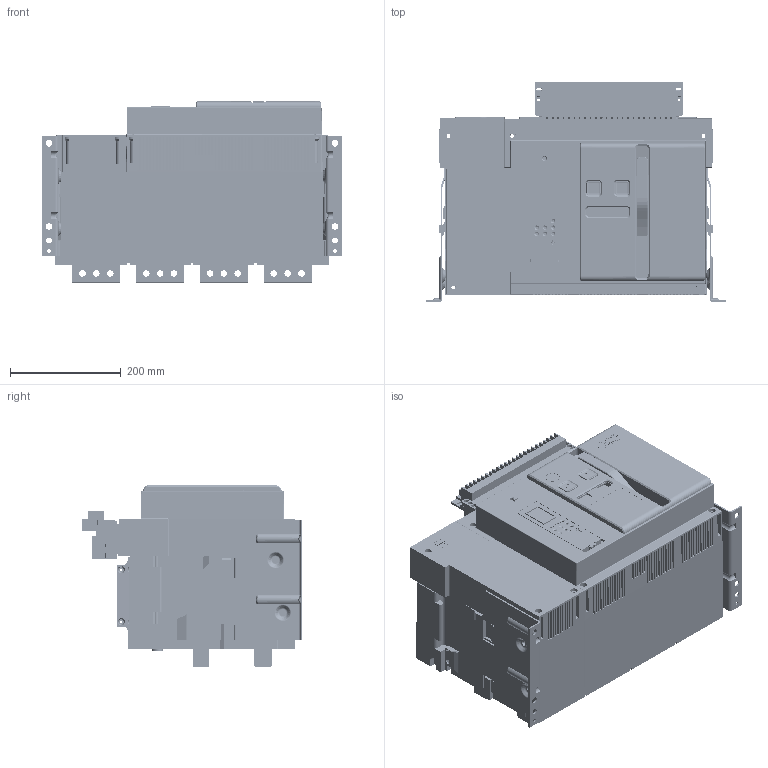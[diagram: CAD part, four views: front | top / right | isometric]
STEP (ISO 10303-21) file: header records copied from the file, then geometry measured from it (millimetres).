
FILE_DESCRIPTION((''),'2;1');
FILE_NAME('CDW3-3200N_4PGD','2020-06-14T',('li.xiong'),(''),'PRO/ENGINEER BY PARAMETRIC TECHNOLOGY CORPORATION, 2015440','PRO/ENGINEER BY PARAMETRIC TECHNOLOGY CORPORATION, 2015440','');
FILE_SCHEMA(('CONFIG_CONTROL_DESIGN'));
Products named in the file (1): CDW3-3200N_4PGD
Bounding box: 541.68 x 397.49 x 328.3 mm (x, y, z)
Volume: 35260271.1 mm3; surface area: 2702473.8 mm2
Topology: 12 solids, 16 shells, 7549 faces, 21736 edges, 14230 vertices
Faces by surface type: plane 5831, cylinder 1279, cone 202, torus 139, bspline 64, extrusion 19, sphere 15
Entity records: 258196 total; most frequent: CARTESIAN_POINT 57266, ORIENTED_EDGE 43432, DIRECTION 39601, EDGE_CURVE 21716, VECTOR 17343, LINE 17324, VERTEX_POINT 14230, AXIS2_PLACEMENT_3D 11129
